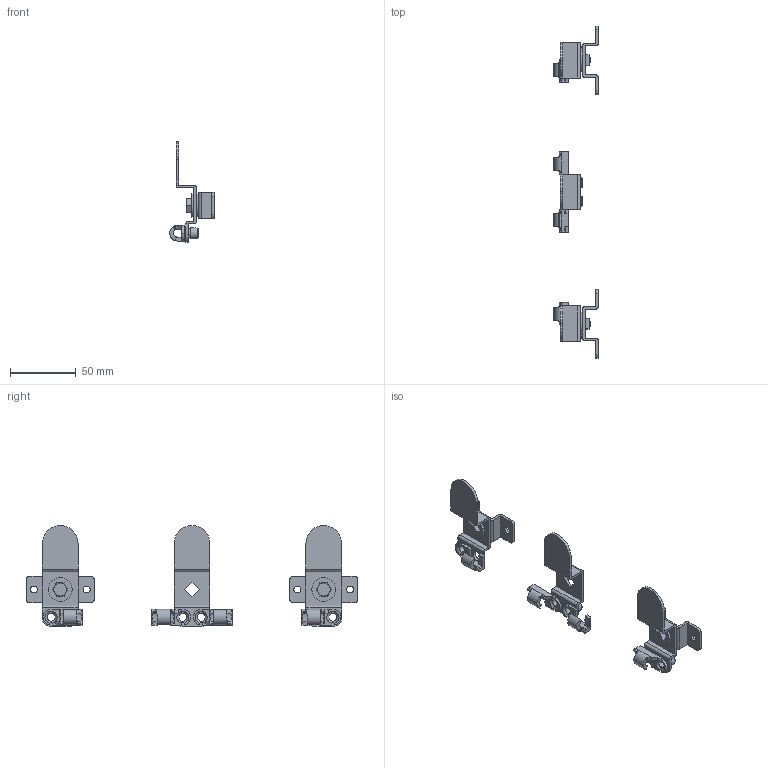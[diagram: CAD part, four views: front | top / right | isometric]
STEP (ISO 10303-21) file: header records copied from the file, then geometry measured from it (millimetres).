
FILE_DESCRIPTION (( 'STEP AP203' ), '1' );
FILE_NAME ('AC-25-SA-2.STEP', '2011-09-27T02:09:08', ( '11sw' ), ( 'タキゲン製造株式会社' ), 'SwSTEP 2.0', 'SolidWorks 2011', '' );
FILE_SCHEMA (( 'CONFIG_CONTROL_DESIGN' ));
Length unit declared in the file: millimetre
Products named in the file (7): AC-25-SA-2; AC-25-Q-3; AC-25-SA-2上下軸ピン_; AC-25-SA-2儚僢僔儍乕_; AC-25-SA-2上下止め金固定板_; AC-25-SA-2上下止め金_; AC-25-SA-2中央部止め金SLDPRT
Assembly tree (15 placements, depth 2):
  AC-25-SA-2
    AC-25-SA-2儚僢僔儍乕_  x4
    AC-25-SA-2中央部止め金SLDPRT
    AC-25-Q-3  x4
    AC-25-SA-2上下軸ピン_  x2
    AC-25-SA-2上下止め金固定板_  x2
    AC-25-SA-2上下止め金_  x2
Bounding box: 33.75 x 252 x 76.5 mm (x, y, z)
Volume: 26526 mm3; surface area: 31637.9 mm2
Topology: 15 solids, 15 shells, 467 faces, 1239 edges, 806 vertices
Faces by surface type: plane 227, cylinder 180, torus 32, cone 28
Entity records: 6800 total; most frequent: CARTESIAN_POINT 1189, DIRECTION 999, ORIENTED_EDGE 954, EDGE_CURVE 477, AXIS2_PLACEMENT_3D 360, VERTEX_POINT 312, VECTOR 279, LINE 279
